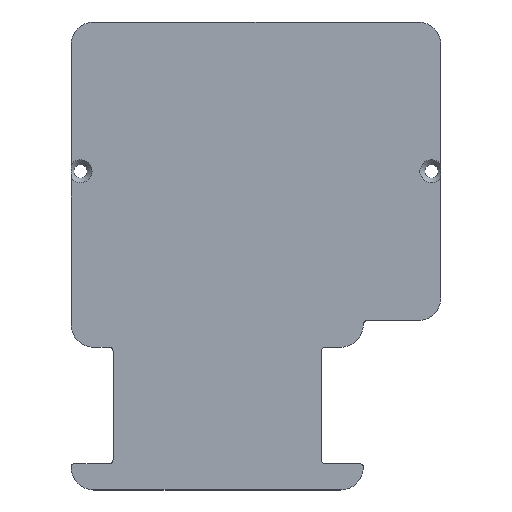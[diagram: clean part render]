
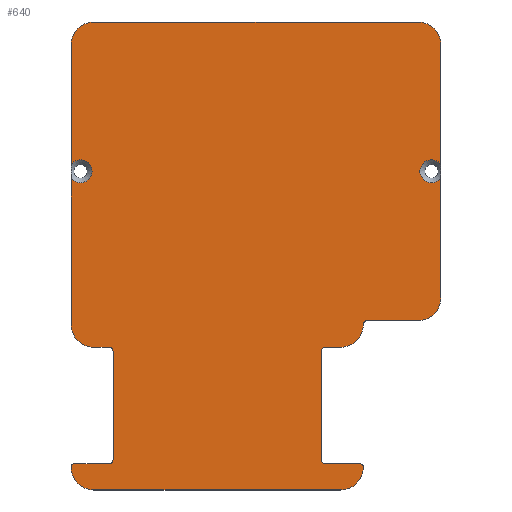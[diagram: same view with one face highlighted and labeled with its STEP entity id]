
A CAD part, top view. The second image highlights one B-rep face of the part: STEP entity #640.
In plain terms, the highlighted planar face has unit normal (0, 0, 1).
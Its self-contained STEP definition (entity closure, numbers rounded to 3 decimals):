
#35=PLANE('',#721);
#67=FACE_OUTER_BOUND('',#101,.T.);
#101=EDGE_LOOP('',(#562,#563,#564,#565,#566,#567,#568,#569,#570,#571,#572,
#573,#574,#575,#576,#577,#578,#579,#580,#581,#582,#583,#584,#585,#586,#587,
#588,#589,#590,#591,#592));
#106=LINE('',#929,#162);
#121=LINE('',#991,#177);
#123=LINE('',#1005,#179);
#124=LINE('',#1007,#180);
#128=LINE('',#1027,#184);
#131=LINE('',#1031,#187);
#136=LINE('',#1043,#192);
#139=LINE('',#1052,#195);
#144=LINE('',#1065,#200);
#146=LINE('',#1072,#202);
#150=LINE('',#1083,#206);
#151=LINE('',#1085,#207);
#153=LINE('',#1094,#209);
#156=LINE('',#1104,#212);
#162=VECTOR('',#736,10.);
#177=VECTOR('',#789,10.);
#179=VECTOR('',#801,10.);
#180=VECTOR('',#802,10.);
#184=VECTOR('',#816,10.);
#187=VECTOR('',#819,10.);
#192=VECTOR('',#832,10.);
#195=VECTOR('',#841,10.);
#200=VECTOR('',#856,10.);
#202=VECTOR('',#864,10.);
#206=VECTOR('',#878,10.);
#207=VECTOR('',#881,10.);
#209=VECTOR('',#893,10.);
#212=VECTOR('',#906,10.);
#214=CIRCLE('',#656,6.);
#231=CIRCLE('',#676,6.);
#232=CIRCLE('',#679,3.05);
#234=CIRCLE('',#681,3.05);
#236=CIRCLE('',#686,3.05);
#237=CIRCLE('',#690,1.);
#238=CIRCLE('',#693,1.);
#239=CIRCLE('',#696,1.);
#240=CIRCLE('',#698,1.);
#241=CIRCLE('',#701,1.);
#242=CIRCLE('',#704,1.);
#243=CIRCLE('',#706,1.);
#244=CIRCLE('',#710,6.);
#245=CIRCLE('',#712,6.);
#246=CIRCLE('',#715,6.);
#247=CIRCLE('',#717,6.);
#248=CIRCLE('',#720,6.);
#249=VERTEX_POINT('',#916);
#250=VERTEX_POINT('',#917);
#254=VERTEX_POINT('',#927);
#280=VERTEX_POINT('',#983);
#281=VERTEX_POINT('',#985);
#282=VERTEX_POINT('',#989);
#283=VERTEX_POINT('',#993);
#284=VERTEX_POINT('',#994);
#285=VERTEX_POINT('',#998);
#287=VERTEX_POINT('',#1006);
#288=VERTEX_POINT('',#1012);
#291=VERTEX_POINT('',#1020);
#292=VERTEX_POINT('',#1026);
#293=VERTEX_POINT('',#1029);
#294=VERTEX_POINT('',#1035);
#295=VERTEX_POINT('',#1036);
#296=VERTEX_POINT('',#1041);
#297=VERTEX_POINT('',#1045);
#298=VERTEX_POINT('',#1047);
#299=VERTEX_POINT('',#1051);
#300=VERTEX_POINT('',#1055);
#301=VERTEX_POINT('',#1059);
#302=VERTEX_POINT('',#1060);
#303=VERTEX_POINT('',#1067);
#304=VERTEX_POINT('',#1071);
#305=VERTEX_POINT('',#1077);
#306=VERTEX_POINT('',#1081);
#307=VERTEX_POINT('',#1089);
#308=VERTEX_POINT('',#1093);
#309=VERTEX_POINT('',#1099);
#310=VERTEX_POINT('',#1103);
#311=EDGE_CURVE('',#249,#250,#214,.T.);
#317=EDGE_CURVE('',#249,#254,#106,.T.);
#345=EDGE_CURVE('',#280,#281,#231,.T.);
#348=EDGE_CURVE('',#280,#282,#121,.T.);
#350=EDGE_CURVE('',#284,#285,#232,.T.);
#353=EDGE_CURVE('',#285,#283,#234,.T.);
#354=EDGE_CURVE('',#284,#250,#123,.T.);
#355=EDGE_CURVE('',#287,#283,#124,.T.);
#362=EDGE_CURVE('',#291,#288,#236,.T.);
#363=EDGE_CURVE('',#292,#288,#128,.T.);
#366=EDGE_CURVE('',#291,#293,#131,.T.);
#368=EDGE_CURVE('',#294,#295,#237,.T.);
#372=EDGE_CURVE('',#294,#296,#136,.T.);
#374=EDGE_CURVE('',#297,#298,#238,.T.);
#376=EDGE_CURVE('',#299,#298,#139,.T.);
#378=EDGE_CURVE('',#300,#296,#239,.T.);
#380=EDGE_CURVE('',#301,#302,#240,.T.);
#383=EDGE_CURVE('',#300,#302,#144,.T.);
#384=EDGE_CURVE('',#299,#303,#241,.T.);
#386=EDGE_CURVE('',#304,#303,#146,.T.);
#388=EDGE_CURVE('',#304,#254,#242,.T.);
#390=EDGE_CURVE('',#305,#282,#243,.T.);
#392=EDGE_CURVE('',#305,#306,#150,.T.);
#393=EDGE_CURVE('',#301,#281,#151,.T.);
#394=EDGE_CURVE('',#306,#292,#244,.T.);
#395=EDGE_CURVE('',#307,#295,#245,.T.);
#397=EDGE_CURVE('',#308,#307,#153,.T.);
#399=EDGE_CURVE('',#297,#308,#246,.T.);
#400=EDGE_CURVE('',#309,#287,#247,.T.);
#402=EDGE_CURVE('',#310,#309,#156,.T.);
#404=EDGE_CURVE('',#293,#310,#248,.T.);
#562=ORIENTED_EDGE('',*,*,#311,.F.);
#563=ORIENTED_EDGE('',*,*,#317,.T.);
#564=ORIENTED_EDGE('',*,*,#388,.F.);
#565=ORIENTED_EDGE('',*,*,#386,.T.);
#566=ORIENTED_EDGE('',*,*,#384,.F.);
#567=ORIENTED_EDGE('',*,*,#376,.T.);
#568=ORIENTED_EDGE('',*,*,#374,.F.);
#569=ORIENTED_EDGE('',*,*,#399,.T.);
#570=ORIENTED_EDGE('',*,*,#397,.T.);
#571=ORIENTED_EDGE('',*,*,#395,.T.);
#572=ORIENTED_EDGE('',*,*,#368,.F.);
#573=ORIENTED_EDGE('',*,*,#372,.T.);
#574=ORIENTED_EDGE('',*,*,#378,.F.);
#575=ORIENTED_EDGE('',*,*,#383,.T.);
#576=ORIENTED_EDGE('',*,*,#380,.F.);
#577=ORIENTED_EDGE('',*,*,#393,.T.);
#578=ORIENTED_EDGE('',*,*,#345,.F.);
#579=ORIENTED_EDGE('',*,*,#348,.T.);
#580=ORIENTED_EDGE('',*,*,#390,.F.);
#581=ORIENTED_EDGE('',*,*,#392,.T.);
#582=ORIENTED_EDGE('',*,*,#394,.T.);
#583=ORIENTED_EDGE('',*,*,#363,.T.);
#584=ORIENTED_EDGE('',*,*,#362,.F.);
#585=ORIENTED_EDGE('',*,*,#366,.T.);
#586=ORIENTED_EDGE('',*,*,#404,.T.);
#587=ORIENTED_EDGE('',*,*,#402,.T.);
#588=ORIENTED_EDGE('',*,*,#400,.T.);
#589=ORIENTED_EDGE('',*,*,#355,.T.);
#590=ORIENTED_EDGE('',*,*,#353,.F.);
#591=ORIENTED_EDGE('',*,*,#350,.F.);
#592=ORIENTED_EDGE('',*,*,#354,.T.);
#640=ADVANCED_FACE('',(#67),#35,.T.);
#656=AXIS2_PLACEMENT_3D('',#918,#726,#727);
#676=AXIS2_PLACEMENT_3D('',#986,#783,#784);
#679=AXIS2_PLACEMENT_3D('',#999,#792,#793);
#681=AXIS2_PLACEMENT_3D('',#1003,#797,#798);
#686=AXIS2_PLACEMENT_3D('',#1024,#812,#813);
#690=AXIS2_PLACEMENT_3D('',#1037,#825,#826);
#693=AXIS2_PLACEMENT_3D('',#1048,#836,#837);
#696=AXIS2_PLACEMENT_3D('',#1056,#845,#846);
#698=AXIS2_PLACEMENT_3D('',#1061,#850,#851);
#701=AXIS2_PLACEMENT_3D('',#1068,#859,#860);
#704=AXIS2_PLACEMENT_3D('',#1075,#868,#869);
#706=AXIS2_PLACEMENT_3D('',#1079,#873,#874);
#710=AXIS2_PLACEMENT_3D('',#1087,#884,#885);
#712=AXIS2_PLACEMENT_3D('',#1090,#888,#889);
#715=AXIS2_PLACEMENT_3D('',#1097,#897,#898);
#717=AXIS2_PLACEMENT_3D('',#1100,#901,#902);
#720=AXIS2_PLACEMENT_3D('',#1107,#910,#911);
#721=AXIS2_PLACEMENT_3D('',#1108,#912,#913);
#726=DIRECTION('center_axis',(0.,0.,-1.));
#727=DIRECTION('ref_axis',(-0.707,-0.707,0.));
#736=DIRECTION('',(1.,0.,0.));
#783=DIRECTION('center_axis',(0.,0.,-1.));
#784=DIRECTION('ref_axis',(0.707,-0.707,0.));
#789=DIRECTION('',(0.,1.,0.));
#792=DIRECTION('center_axis',(0.,0.,1.));
#793=DIRECTION('ref_axis',(-1.,0.,0.));
#797=DIRECTION('center_axis',(0.,0.,1.));
#798=DIRECTION('ref_axis',(-1.,0.,0.));
#801=DIRECTION('',(0.,-1.,0.));
#802=DIRECTION('',(0.,-1.,0.));
#812=DIRECTION('center_axis',(0.,0.,1.));
#813=DIRECTION('ref_axis',(-1.,0.,0.));
#816=DIRECTION('',(0.,1.,0.));
#819=DIRECTION('',(0.,1.,0.));
#825=DIRECTION('center_axis',(0.,0.,-1.));
#826=DIRECTION('ref_axis',(0.707,0.707,0.));
#832=DIRECTION('',(-1.,0.,0.));
#836=DIRECTION('center_axis',(0.,0.,-1.));
#837=DIRECTION('ref_axis',(-0.707,0.707,0.));
#841=DIRECTION('',(-1.,0.,0.));
#845=DIRECTION('center_axis',(0.,0.,1.));
#846=DIRECTION('ref_axis',(-0.707,-0.707,0.));
#850=DIRECTION('center_axis',(0.,0.,1.));
#851=DIRECTION('ref_axis',(-0.707,0.707,0.));
#856=DIRECTION('',(0.,1.,0.));
#859=DIRECTION('center_axis',(0.,0.,1.));
#860=DIRECTION('ref_axis',(0.707,-0.707,0.));
#864=DIRECTION('',(0.,-1.,0.));
#868=DIRECTION('center_axis',(0.,0.,1.));
#869=DIRECTION('ref_axis',(0.707,0.707,0.));
#873=DIRECTION('center_axis',(0.,0.,1.));
#874=DIRECTION('ref_axis',(-0.707,0.707,0.));
#878=DIRECTION('',(1.,0.,0.));
#881=DIRECTION('',(1.,0.,0.));
#884=DIRECTION('center_axis',(0.,0.,1.));
#885=DIRECTION('ref_axis',(0.,-1.,0.));
#888=DIRECTION('center_axis',(0.,0.,1.));
#889=DIRECTION('ref_axis',(0.,-1.,0.));
#893=DIRECTION('',(1.,0.,0.));
#897=DIRECTION('center_axis',(0.,0.,1.));
#898=DIRECTION('ref_axis',(-1.,0.,0.));
#901=DIRECTION('center_axis',(0.,0.,1.));
#902=DIRECTION('ref_axis',(0.,1.,0.));
#906=DIRECTION('',(-1.,0.,0.));
#910=DIRECTION('center_axis',(0.,0.,1.));
#911=DIRECTION('ref_axis',(1.,0.,0.));
#912=DIRECTION('center_axis',(0.,0.,1.));
#913=DIRECTION('ref_axis',(-1.,0.,0.));
#916=CARTESIAN_POINT('',(-33.,12.95,35.));
#917=CARTESIAN_POINT('',(-39.,18.95,35.));
#918=CARTESIAN_POINT('Origin',(-33.,18.95,35.));
#927=CARTESIAN_POINT('',(-28.9,12.95,35.));
#929=CARTESIAN_POINT('',(-14.54,12.95,35.));
#983=CARTESIAN_POINT('',(38.3,18.95,35.));
#985=CARTESIAN_POINT('',(32.3,12.95,35.));
#986=CARTESIAN_POINT('Origin',(32.3,18.95,35.));
#989=CARTESIAN_POINT('',(38.3,19.,35.));
#991=CARTESIAN_POINT('',(38.3,20.,35.));
#993=CARTESIAN_POINT('',(-39.,61.247,35.));
#994=CARTESIAN_POINT('',(-39.,57.753,35.));
#998=CARTESIAN_POINT('',(-33.45,59.5,35.));
#999=CARTESIAN_POINT('Origin',(-36.5,59.5,35.));
#1003=CARTESIAN_POINT('Origin',(-36.5,59.5,35.));
#1005=CARTESIAN_POINT('',(-39.,-18.8,35.));
#1006=CARTESIAN_POINT('',(-39.,93.,35.));
#1007=CARTESIAN_POINT('',(-39.,-18.8,35.));
#1012=CARTESIAN_POINT('',(58.84,57.753,35.));
#1020=CARTESIAN_POINT('',(58.84,61.247,35.));
#1024=CARTESIAN_POINT('Origin',(56.34,59.5,35.));
#1026=CARTESIAN_POINT('',(58.84,26.,35.));
#1027=CARTESIAN_POINT('',(58.84,93.,35.));
#1029=CARTESIAN_POINT('',(58.84,93.,35.));
#1031=CARTESIAN_POINT('',(58.84,93.,35.));
#1035=CARTESIAN_POINT('',(37.3,-17.8,35.));
#1036=CARTESIAN_POINT('',(38.3,-18.8,35.));
#1037=CARTESIAN_POINT('Origin',(37.3,-18.8,35.));
#1041=CARTESIAN_POINT('',(28.2,-17.8,35.));
#1043=CARTESIAN_POINT('',(24.11,-17.8,35.));
#1045=CARTESIAN_POINT('',(-39.,-18.8,35.));
#1047=CARTESIAN_POINT('',(-38.,-17.8,35.));
#1048=CARTESIAN_POINT('Origin',(-38.,-18.8,35.));
#1051=CARTESIAN_POINT('',(-28.9,-17.8,35.));
#1052=CARTESIAN_POINT('',(-8.99,-17.8,35.));
#1055=CARTESIAN_POINT('',(27.2,-16.8,35.));
#1056=CARTESIAN_POINT('Origin',(28.2,-16.8,35.));
#1059=CARTESIAN_POINT('',(28.2,12.95,35.));
#1060=CARTESIAN_POINT('',(27.2,11.95,35.));
#1061=CARTESIAN_POINT('Origin',(28.2,11.95,35.));
#1065=CARTESIAN_POINT('',(27.2,9.65,35.));
#1067=CARTESIAN_POINT('',(-27.9,-16.8,35.));
#1068=CARTESIAN_POINT('Origin',(-28.9,-16.8,35.));
#1071=CARTESIAN_POINT('',(-27.9,11.95,35.));
#1072=CARTESIAN_POINT('',(-27.9,25.025,35.));
#1075=CARTESIAN_POINT('Origin',(-28.9,11.95,35.));
#1077=CARTESIAN_POINT('',(39.3,20.,35.));
#1079=CARTESIAN_POINT('Origin',(39.3,19.,35.));
#1081=CARTESIAN_POINT('',(52.84,20.,35.));
#1083=CARTESIAN_POINT('',(52.84,20.,35.));
#1085=CARTESIAN_POINT('',(18.56,12.95,35.));
#1087=CARTESIAN_POINT('Origin',(52.84,26.,35.));
#1089=CARTESIAN_POINT('',(32.3,-24.8,35.));
#1090=CARTESIAN_POINT('Origin',(32.3,-18.8,35.));
#1093=CARTESIAN_POINT('',(-33.,-24.8,35.));
#1094=CARTESIAN_POINT('',(32.3,-24.8,35.));
#1097=CARTESIAN_POINT('Origin',(-33.,-18.8,35.));
#1099=CARTESIAN_POINT('',(-33.,99.,35.));
#1100=CARTESIAN_POINT('Origin',(-33.,93.,35.));
#1103=CARTESIAN_POINT('',(52.84,99.,35.));
#1104=CARTESIAN_POINT('',(-33.,99.,35.));
#1107=CARTESIAN_POINT('Origin',(52.84,93.,35.));
#1108=CARTESIAN_POINT('Origin',(9.92,37.1,35.));
